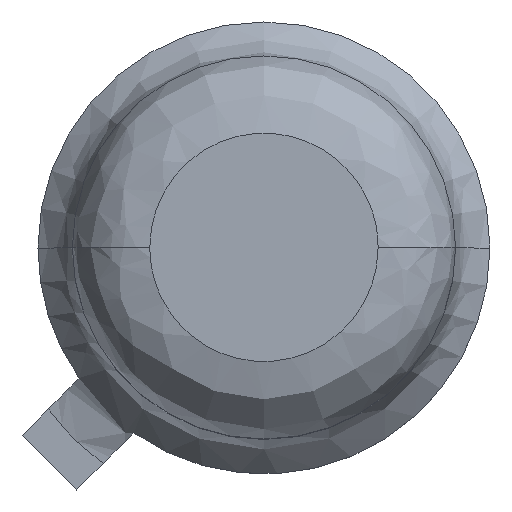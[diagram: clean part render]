
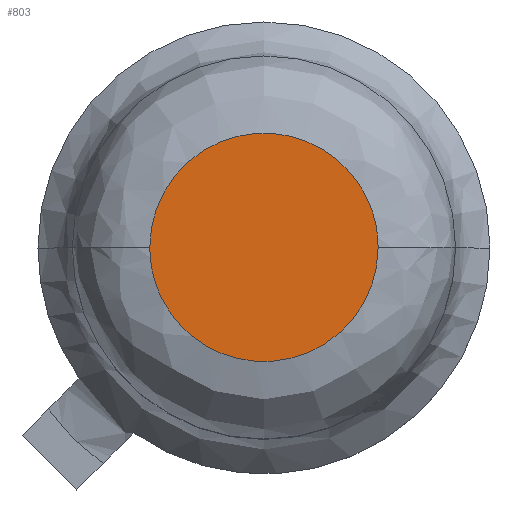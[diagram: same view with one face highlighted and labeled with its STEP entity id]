
A CAD part, top view. The second image highlights one B-rep face of the part: STEP entity #803.
In plain terms, the highlighted planar face has unit normal (0, 0, 1).
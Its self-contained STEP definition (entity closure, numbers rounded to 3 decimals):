
#12 = EDGE_LOOP ( 'NONE', ( #451, #172 ) ) ;
#83 = EDGE_CURVE ( 'NONE', #236, #517, #227, .T. ) ;
#89 = PLANE ( 'NONE',  #362 ) ;
#90 = CARTESIAN_POINT ( 'NONE',  ( 1.475, 0., 5.3 ) ) ;
#95 = CARTESIAN_POINT ( 'NONE',  ( 0., 0., 5.3 ) ) ;
#105 = CARTESIAN_POINT ( 'NONE',  ( -1.475, 0., 5.3 ) ) ;
#109 = DIRECTION ( 'NONE',  ( 1., 0., 0. ) ) ;
#150 = CARTESIAN_POINT ( 'NONE',  ( -1.475, 0., 5.3 ) ) ;
#170 = EDGE_CURVE ( 'NONE', #517, #236, #481, .T. ) ;
#172 = ORIENTED_EDGE ( 'NONE', *, *, #170, .F. ) ;
#204 = CARTESIAN_POINT ( 'NONE',  ( 1.475, 0., 5.3 ) ) ;
#227 =( BOUNDED_CURVE ( )  B_SPLINE_CURVE ( 3, ( #150, #256, #454, #204 ),
 .UNSPECIFIED., .F., .T. ) 
 B_SPLINE_CURVE_WITH_KNOTS ( ( 4, 4 ),
 ( 0., 0.5 ),
 .UNSPECIFIED. ) 
 CURVE ( )  GEOMETRIC_REPRESENTATION_ITEM ( )  RATIONAL_B_SPLINE_CURVE ( ( 1., 0.333, 0.333, 1. ) ) 
 REPRESENTATION_ITEM ( '' )  );
#236 = VERTEX_POINT ( 'NONE', #601 ) ;
#256 = CARTESIAN_POINT ( 'NONE',  ( -1.475, 2.95, 5.3 ) ) ;
#277 = DIRECTION ( 'NONE',  ( 0., 0., 1. ) ) ;
#362 = AXIS2_PLACEMENT_3D ( 'NONE', #95, #277, #109 ) ;
#451 = ORIENTED_EDGE ( 'NONE', *, *, #83, .F. ) ;
#454 = CARTESIAN_POINT ( 'NONE',  ( 1.475, 2.95, 5.3 ) ) ;
#481 =( BOUNDED_CURVE ( )  B_SPLINE_CURVE ( 3, ( #90, #815, #486, #105 ),
 .UNSPECIFIED., .F., .F. ) 
 B_SPLINE_CURVE_WITH_KNOTS ( ( 4, 4 ),
 ( 0.5, 1. ),
 .UNSPECIFIED. ) 
 CURVE ( )  GEOMETRIC_REPRESENTATION_ITEM ( )  RATIONAL_B_SPLINE_CURVE ( ( 1., 0.333, 0.333, 1. ) ) 
 REPRESENTATION_ITEM ( '' )  );
#486 = CARTESIAN_POINT ( 'NONE',  ( -1.475, -2.95, 5.3 ) ) ;
#517 = VERTEX_POINT ( 'NONE', #594 ) ;
#594 = CARTESIAN_POINT ( 'NONE',  ( 1.475, 0., 5.3 ) ) ;
#601 = CARTESIAN_POINT ( 'NONE',  ( -1.475, 0., 5.3 ) ) ;
#608 = FACE_OUTER_BOUND ( 'NONE', #12, .T. ) ;
#803 = ADVANCED_FACE ( 'NONE', ( #608 ), #89, .T. ) ;
#815 = CARTESIAN_POINT ( 'NONE',  ( 1.475, -2.95, 5.3 ) ) ;
